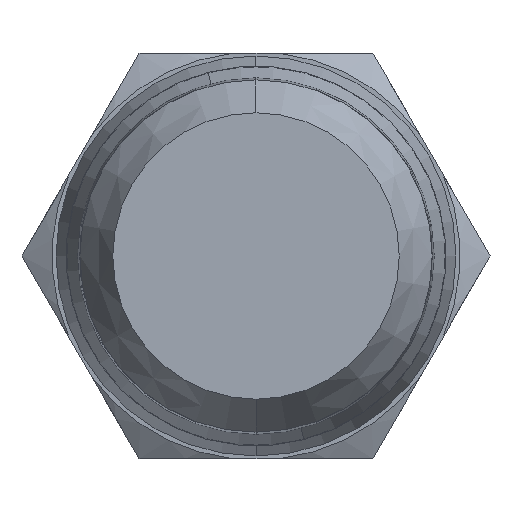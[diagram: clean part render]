
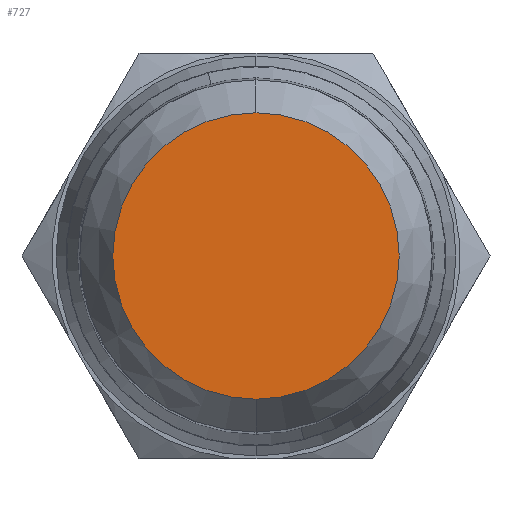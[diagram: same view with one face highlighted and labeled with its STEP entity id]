
A CAD part, front view. The second image highlights one B-rep face of the part: STEP entity #727.
In plain terms, the highlighted planar face has unit normal (0, -1, 0).
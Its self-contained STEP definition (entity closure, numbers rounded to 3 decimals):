
#93 = VERTEX_POINT ( 'NONE', #941 ) ;
#99 = VERTEX_POINT ( 'NONE', #935 ) ;
#197 = FACE_OUTER_BOUND ( 'NONE', #1977, .T. ) ;
#258 = CIRCLE ( 'NONE', #1028, 5.3 ) ;
#368 = CIRCLE ( 'NONE', #806, 5.3 ) ;
#587 = EDGE_CURVE ( 'NONE', #93, #99, #368, .T. ) ;
#713 = DIRECTION ( 'NONE',  ( 0., 0., -1. ) ) ;
#727 = ADVANCED_FACE ( 'NONE', ( #197 ), #1295, .T. ) ;
#783 = EDGE_CURVE ( 'NONE', #99, #93, #258, .T. ) ;
#806 = AXIS2_PLACEMENT_3D ( 'NONE', #1783, #1782, #1780 ) ;
#894 = AXIS2_PLACEMENT_3D ( 'NONE', #1297, #1306, #713 ) ;
#935 = CARTESIAN_POINT ( 'NONE',  ( 0., 0., 5.3 ) ) ;
#941 = CARTESIAN_POINT ( 'NONE',  ( 0., 0., -5.3 ) ) ;
#1028 = AXIS2_PLACEMENT_3D ( 'NONE', #1722, #1723, #1724 ) ;
#1295 = PLANE ( 'NONE',  #894 ) ;
#1297 = CARTESIAN_POINT ( 'NONE',  ( 0., 0., 0. ) ) ;
#1306 = DIRECTION ( 'NONE',  ( 0., -1., 0. ) ) ;
#1443 = ORIENTED_EDGE ( 'NONE', *, *, #587, .T. ) ;
#1444 = ORIENTED_EDGE ( 'NONE', *, *, #783, .T. ) ;
#1722 = CARTESIAN_POINT ( 'NONE',  ( 0., 0., 0. ) ) ;
#1723 = DIRECTION ( 'NONE',  ( 0., -1., 0. ) ) ;
#1724 = DIRECTION ( 'NONE',  ( 0., 0., -1. ) ) ;
#1780 = DIRECTION ( 'NONE',  ( 0., 0., -1. ) ) ;
#1782 = DIRECTION ( 'NONE',  ( 0., -1., 0. ) ) ;
#1783 = CARTESIAN_POINT ( 'NONE',  ( 0., 0., 0. ) ) ;
#1977 = EDGE_LOOP ( 'NONE', ( #1444, #1443 ) ) ;
